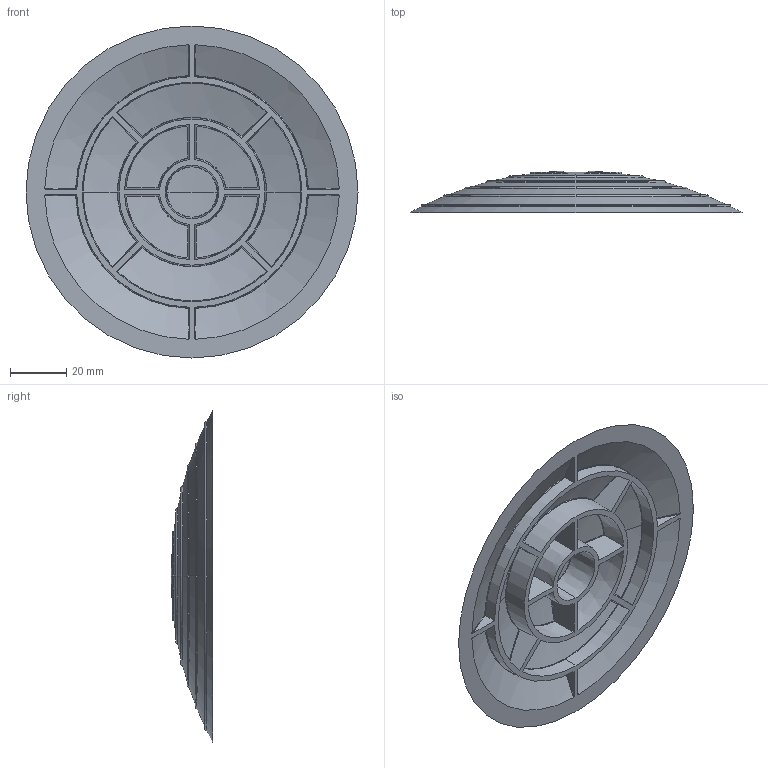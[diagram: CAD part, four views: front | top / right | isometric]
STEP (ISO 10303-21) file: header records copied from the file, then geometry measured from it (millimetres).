
FILE_DESCRIPTION (( 'STEP AP214' ), '1' );
FILE_NAME ('818621d.STEP', '2020-04-23T09:26:05', ( 'Huth' ), ( '' ), 'SwSTEP 2.0', 'SolidWorks 2018', '' );
FILE_SCHEMA (( 'AUTOMOTIVE_DESIGN' ));
Length unit declared in the file: millimetre
Products named in the file (1): 818621d
Bounding box: 118 x 14.72 x 118 mm (x, y, z)
Volume: 41564.6 mm3; surface area: 31834.2 mm2
Topology: 1 solids, 1 shells, 186 faces, 501 edges, 330 vertices
Faces by surface type: torus 72, sphere 48, plane 27, cone 24, cylinder 15
Entity records: 6425 total; most frequent: CARTESIAN_POINT 1716, DIRECTION 1029, ORIENTED_EDGE 1002, EDGE_CURVE 501, AXIS2_PLACEMENT_3D 491, VERTEX_POINT 330, CIRCLE 304, EDGE_LOOP 199
